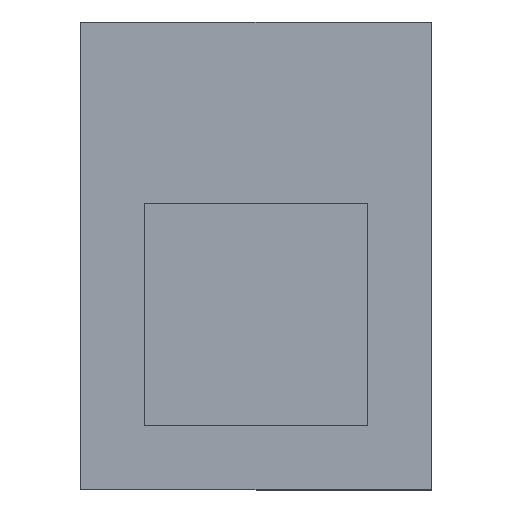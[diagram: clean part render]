
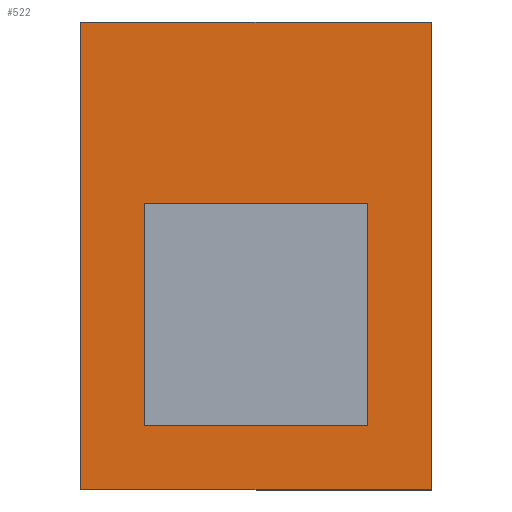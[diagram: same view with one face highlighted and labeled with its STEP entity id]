
A CAD part, top view. The second image highlights one B-rep face of the part: STEP entity #522.
In plain terms, the highlighted planar face has unit normal (0, 0, 1).
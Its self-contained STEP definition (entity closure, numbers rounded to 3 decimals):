
#18 = EDGE_LOOP ( 'NONE', ( #545, #442, #1112, #260 ) ) ;
#29 = EDGE_CURVE ( 'NONE', #1281, #96, #449, .T. ) ;
#32 = AXIS2_PLACEMENT_3D ( 'NONE', #103, #1035, #720 ) ;
#33 = VECTOR ( 'NONE', #1184, 1000. ) ;
#42 = VERTEX_POINT ( 'NONE', #492 ) ;
#58 = ORIENTED_EDGE ( 'NONE', *, *, #496, .T. ) ;
#72 = CARTESIAN_POINT ( 'NONE',  ( 0.6, 0.8, 0. ) ) ;
#89 = DIRECTION ( 'NONE',  ( 1., 0., 0. ) ) ;
#96 = VERTEX_POINT ( 'NONE', #595 ) ;
#97 = EDGE_CURVE ( 'NONE', #944, #333, #927, .T. ) ;
#102 = VECTOR ( 'NONE', #586, 1000. ) ;
#103 = CARTESIAN_POINT ( 'NONE',  ( -0.6, -0.8, 0. ) ) ;
#112 = LINE ( 'NONE', #894, #102 ) ;
#140 = DIRECTION ( 'NONE',  ( 0., -1., 0. ) ) ;
#223 = EDGE_CURVE ( 'NONE', #305, #674, #589, .T. ) ;
#237 = EDGE_CURVE ( 'NONE', #42, #342, #1293, .T. ) ;
#251 = VECTOR ( 'NONE', #725, 1000. ) ;
#259 = CARTESIAN_POINT ( 'NONE',  ( 0.38, -0.2, 0. ) ) ;
#260 = ORIENTED_EDGE ( 'NONE', *, *, #97, .T. ) ;
#304 = CARTESIAN_POINT ( 'NONE',  ( 0., -0.58, 0. ) ) ;
#305 = VERTEX_POINT ( 'NONE', #72 ) ;
#333 = VERTEX_POINT ( 'NONE', #802 ) ;
#342 = VERTEX_POINT ( 'NONE', #614 ) ;
#366 = CARTESIAN_POINT ( 'NONE',  ( -0.38, -0.2, 0. ) ) ;
#369 = DIRECTION ( 'NONE',  ( 0., -1., 0. ) ) ;
#391 = CARTESIAN_POINT ( 'NONE',  ( 0., -0.8, 0. ) ) ;
#402 = EDGE_CURVE ( 'NONE', #96, #42, #1180, .T. ) ;
#442 = ORIENTED_EDGE ( 'NONE', *, *, #223, .T. ) ;
#449 = LINE ( 'NONE', #366, #33 ) ;
#492 = CARTESIAN_POINT ( 'NONE',  ( 0.38, 0.18, 0. ) ) ;
#496 = EDGE_CURVE ( 'NONE', #342, #1281, #538, .T. ) ;
#513 = VECTOR ( 'NONE', #662, 1000. ) ;
#520 = PLANE ( 'NONE',  #32 ) ;
#522 = ADVANCED_FACE ( 'NONE', ( #677, #647 ), #520, .T. ) ;
#523 = VECTOR ( 'NONE', #140, 1000. ) ;
#538 = LINE ( 'NONE', #304, #251 ) ;
#545 = ORIENTED_EDGE ( 'NONE', *, *, #1155, .T. ) ;
#586 = DIRECTION ( 'NONE',  ( 0., 1., 0. ) ) ;
#589 = LINE ( 'NONE', #772, #513 ) ;
#595 = CARTESIAN_POINT ( 'NONE',  ( -0.38, 0.18, 0. ) ) ;
#614 = CARTESIAN_POINT ( 'NONE',  ( 0.38, -0.58, 0. ) ) ;
#647 = FACE_OUTER_BOUND ( 'NONE', #18, .T. ) ;
#654 = LINE ( 'NONE', #666, #523 ) ;
#662 = DIRECTION ( 'NONE',  ( -1., 0., 0. ) ) ;
#666 = CARTESIAN_POINT ( 'NONE',  ( -0.6, 0., 0. ) ) ;
#674 = VERTEX_POINT ( 'NONE', #1254 ) ;
#677 = FACE_BOUND ( 'NONE', #1091, .T. ) ;
#718 = ORIENTED_EDGE ( 'NONE', *, *, #402, .T. ) ;
#720 = DIRECTION ( 'NONE',  ( 1., 0., 0. ) ) ;
#725 = DIRECTION ( 'NONE',  ( -1., 0., 0. ) ) ;
#736 = VECTOR ( 'NONE', #89, 1000. ) ;
#772 = CARTESIAN_POINT ( 'NONE',  ( 0., 0.8, 0. ) ) ;
#802 = CARTESIAN_POINT ( 'NONE',  ( 0.6, -0.8, 0. ) ) ;
#880 = CARTESIAN_POINT ( 'NONE',  ( -0.38, -0.58, 0. ) ) ;
#894 = CARTESIAN_POINT ( 'NONE',  ( 0.6, 0., 0. ) ) ;
#927 = LINE ( 'NONE', #391, #1277 ) ;
#944 = VERTEX_POINT ( 'NONE', #1089 ) ;
#978 = ORIENTED_EDGE ( 'NONE', *, *, #237, .T. ) ;
#1035 = DIRECTION ( 'NONE',  ( 0., 0., 1. ) ) ;
#1089 = CARTESIAN_POINT ( 'NONE',  ( -0.6, -0.8, 0. ) ) ;
#1091 = EDGE_LOOP ( 'NONE', ( #1230, #718, #978, #58 ) ) ;
#1112 = ORIENTED_EDGE ( 'NONE', *, *, #1221, .T. ) ;
#1121 = VECTOR ( 'NONE', #369, 1000. ) ;
#1155 = EDGE_CURVE ( 'NONE', #333, #305, #112, .T. ) ;
#1180 = LINE ( 'NONE', #1315, #736 ) ;
#1184 = DIRECTION ( 'NONE',  ( 0., 1., 0. ) ) ;
#1221 = EDGE_CURVE ( 'NONE', #674, #944, #654, .T. ) ;
#1230 = ORIENTED_EDGE ( 'NONE', *, *, #29, .T. ) ;
#1254 = CARTESIAN_POINT ( 'NONE',  ( -0.6, 0.8, 0. ) ) ;
#1277 = VECTOR ( 'NONE', #1298, 1000. ) ;
#1281 = VERTEX_POINT ( 'NONE', #880 ) ;
#1293 = LINE ( 'NONE', #259, #1121 ) ;
#1298 = DIRECTION ( 'NONE',  ( 1., 0., 0. ) ) ;
#1315 = CARTESIAN_POINT ( 'NONE',  ( 0., 0.18, 0. ) ) ;
